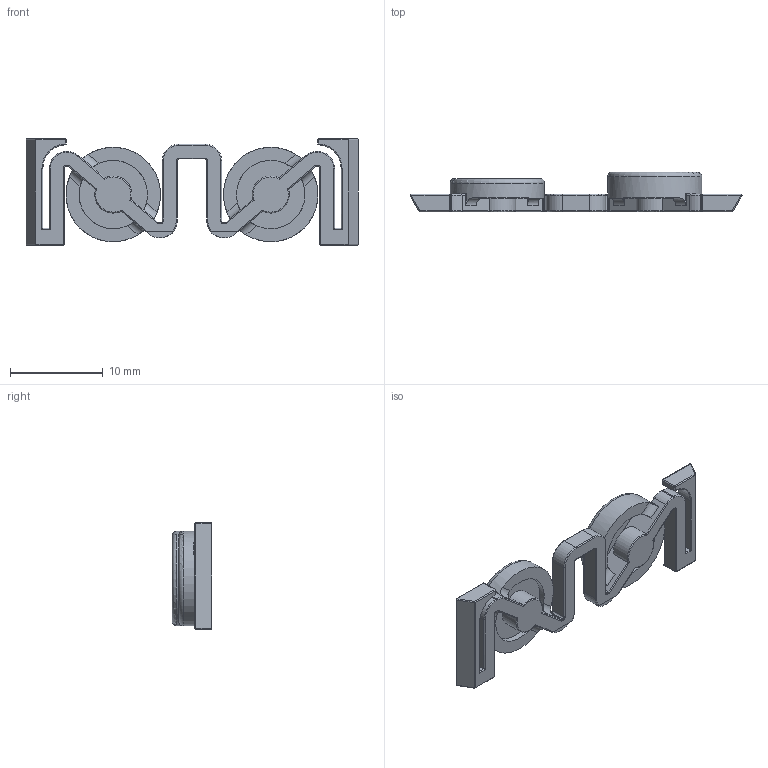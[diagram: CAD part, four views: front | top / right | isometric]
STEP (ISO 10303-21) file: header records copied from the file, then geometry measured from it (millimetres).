
FILE_DESCRIPTION (( 'STEP AP214' ), '1' );
FILE_NAME ('Power + User Buttons.STEP', '2024-10-12T06:54:27', ( '' ), ( '' ), 'SwSTEP 2.0', 'SolidWorks 2024', '' );
FILE_SCHEMA (( 'AUTOMOTIVE_DESIGN' ));
Length unit declared in the file: millimetre
Products named in the file (1): Power + User Buttons
Bounding box: 35.84 x 4.29 x 11.45 mm (x, y, z)
Volume: 622.4 mm3; surface area: 1147.7 mm2
Topology: 1 solids, 1 shells, 284 faces, 685 edges, 386 vertices
Faces by surface type: cylinder 138, plane 60, torus 58, sphere 20, bspline 8
Full cylindrical faces by diameter (mm): 10.2 x2
Entity records: 11641 total; most frequent: CARTESIAN_POINT 2015, DIRECTION 1450, ORIENTED_EDGE 1320, EDGE_CURVE 660, AXIS2_PLACEMENT_3D 577, VERTEX_POINT 382, CIRCLE 300, VECTOR 296
